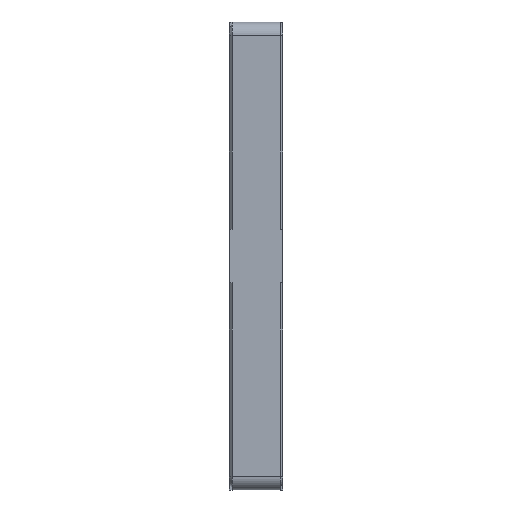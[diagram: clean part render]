
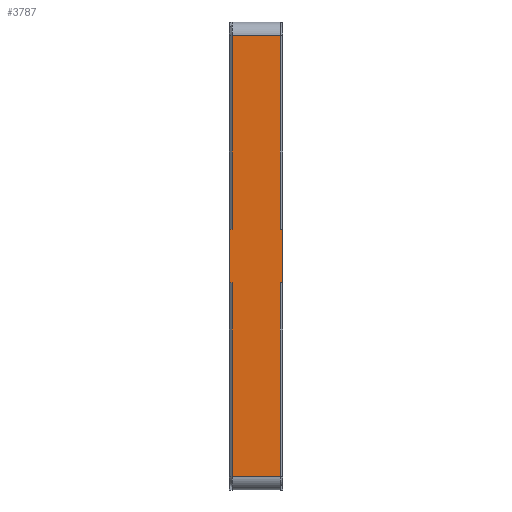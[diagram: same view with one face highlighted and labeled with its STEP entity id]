
A CAD part, left-side view. The second image highlights one B-rep face of the part: STEP entity #3787.
In plain terms, the highlighted planar face has unit normal (-1, 0, 0).
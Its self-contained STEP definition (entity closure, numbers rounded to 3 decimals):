
#304 = CARTESIAN_POINT ( 'NONE',  ( -17.5, 0.2, -16.5 ) ) ;
#360 = LINE ( 'NONE', #26697, #5670 ) ;
#424 = CARTESIAN_POINT ( 'NONE',  ( -17.5, 3.8, -2. ) ) ;
#1719 = CARTESIAN_POINT ( 'NONE',  ( -17.5, 3.8, 2. ) ) ;
#2052 = VERTEX_POINT ( 'NONE', #304 ) ;
#2507 = DIRECTION ( 'NONE',  ( 0., 0., 1. ) ) ;
#2933 = CARTESIAN_POINT ( 'NONE',  ( -17.5, 0., -2. ) ) ;
#2984 = EDGE_CURVE ( 'NONE', #9278, #29218, #22720, .T. ) ;
#3009 = CARTESIAN_POINT ( 'NONE',  ( -17.5, 4., 16.5 ) ) ;
#3718 = LINE ( 'NONE', #11062, #12381 ) ;
#3787 = ADVANCED_FACE ( 'NONE', ( #11041 ), #8613, .F. ) ;
#3889 = VERTEX_POINT ( 'NONE', #6441 ) ;
#4326 = CARTESIAN_POINT ( 'NONE',  ( -17.5, 0.2, -16.5 ) ) ;
#4669 = EDGE_CURVE ( 'NONE', #8264, #6420, #6624, .T. ) ;
#5003 = VECTOR ( 'NONE', #21098, 1000. ) ;
#5051 = DIRECTION ( 'NONE',  ( 0., 0., 1. ) ) ;
#5570 = ORIENTED_EDGE ( 'NONE', *, *, #31794, .T. ) ;
#5670 = VECTOR ( 'NONE', #10603, 1000. ) ;
#5909 = LINE ( 'NONE', #424, #12005 ) ;
#6420 = VERTEX_POINT ( 'NONE', #28142 ) ;
#6441 = CARTESIAN_POINT ( 'NONE',  ( -17.5, 3.8, -16.5 ) ) ;
#6624 = LINE ( 'NONE', #17047, #21689 ) ;
#7293 = VECTOR ( 'NONE', #20067, 1000. ) ;
#7672 = VERTEX_POINT ( 'NONE', #12157 ) ;
#7715 = LINE ( 'NONE', #15394, #9111 ) ;
#7852 = LINE ( 'NONE', #10249, #5003 ) ;
#8264 = VERTEX_POINT ( 'NONE', #2933 ) ;
#8613 = PLANE ( 'NONE',  #21082 ) ;
#8630 = DIRECTION ( 'NONE',  ( 0., 1., 0. ) ) ;
#8659 = ORIENTED_EDGE ( 'NONE', *, *, #12089, .F. ) ;
#9111 = VECTOR ( 'NONE', #20265, 1000. ) ;
#9278 = VERTEX_POINT ( 'NONE', #1719 ) ;
#9409 = LINE ( 'NONE', #4326, #7293 ) ;
#9902 = VERTEX_POINT ( 'NONE', #30330 ) ;
#10249 = CARTESIAN_POINT ( 'NONE',  ( -17.5, 0.2, 2. ) ) ;
#10603 = DIRECTION ( 'NONE',  ( 0., 0., 1. ) ) ;
#11041 = FACE_OUTER_BOUND ( 'NONE', #32862, .T. ) ;
#11062 = CARTESIAN_POINT ( 'NONE',  ( -17.5, 3.8, 2. ) ) ;
#11560 = CARTESIAN_POINT ( 'NONE',  ( -17.5, 3.8, 2. ) ) ;
#11712 = DIRECTION ( 'NONE',  ( 0., -1., 0. ) ) ;
#11851 = VERTEX_POINT ( 'NONE', #25238 ) ;
#12005 = VECTOR ( 'NONE', #24518, 1000. ) ;
#12036 = CARTESIAN_POINT ( 'NONE',  ( -17.5, 4., -16.5 ) ) ;
#12089 = EDGE_CURVE ( 'NONE', #29218, #25061, #31707, .T. ) ;
#12157 = CARTESIAN_POINT ( 'NONE',  ( -17.5, 4., 2. ) ) ;
#12381 = VECTOR ( 'NONE', #8630, 1000. ) ;
#12570 = EDGE_CURVE ( 'NONE', #9278, #7672, #3718, .T. ) ;
#12913 = EDGE_CURVE ( 'NONE', #13281, #8264, #15271, .T. ) ;
#13155 = EDGE_CURVE ( 'NONE', #21669, #7672, #18050, .T. ) ;
#13281 = VERTEX_POINT ( 'NONE', #29142 ) ;
#13397 = DIRECTION ( 'NONE',  ( 0., -1., 0. ) ) ;
#13758 = ORIENTED_EDGE ( 'NONE', *, *, #2984, .F. ) ;
#14540 = ORIENTED_EDGE ( 'NONE', *, *, #32607, .F. ) ;
#14845 = ORIENTED_EDGE ( 'NONE', *, *, #22099, .T. ) ;
#15198 = EDGE_CURVE ( 'NONE', #9902, #6420, #7715, .T. ) ;
#15271 = LINE ( 'NONE', #20668, #19573 ) ;
#15394 = CARTESIAN_POINT ( 'NONE',  ( -17.5, 0.2, 2. ) ) ;
#15622 = DIRECTION ( 'NONE',  ( 0., -1., 0. ) ) ;
#16168 = DIRECTION ( 'NONE',  ( 1., 0., 0. ) ) ;
#16234 = VECTOR ( 'NONE', #5051, 1000. ) ;
#17047 = CARTESIAN_POINT ( 'NONE',  ( -17.5, 0., -16.5 ) ) ;
#17102 = ORIENTED_EDGE ( 'NONE', *, *, #12570, .T. ) ;
#17395 = DIRECTION ( 'NONE',  ( 0., 0., 1. ) ) ;
#18050 = LINE ( 'NONE', #20290, #16234 ) ;
#19433 = ORIENTED_EDGE ( 'NONE', *, *, #15198, .F. ) ;
#19573 = VECTOR ( 'NONE', #15622, 1000. ) ;
#20067 = DIRECTION ( 'NONE',  ( 0., 0., 1. ) ) ;
#20265 = DIRECTION ( 'NONE',  ( 0., -1., 0. ) ) ;
#20290 = CARTESIAN_POINT ( 'NONE',  ( -17.5, 4., -16.5 ) ) ;
#20668 = CARTESIAN_POINT ( 'NONE',  ( -17.5, 0.2, -2. ) ) ;
#20966 = EDGE_CURVE ( 'NONE', #11851, #21669, #5909, .T. ) ;
#21082 = AXIS2_PLACEMENT_3D ( 'NONE', #29197, #16168, #31909 ) ;
#21098 = DIRECTION ( 'NONE',  ( 0., 0., 1. ) ) ;
#21363 = ORIENTED_EDGE ( 'NONE', *, *, #12913, .T. ) ;
#21669 = VERTEX_POINT ( 'NONE', #23755 ) ;
#21686 = VECTOR ( 'NONE', #13397, 1000. ) ;
#21689 = VECTOR ( 'NONE', #2507, 1000. ) ;
#21833 = ORIENTED_EDGE ( 'NONE', *, *, #4669, .T. ) ;
#22099 = EDGE_CURVE ( 'NONE', #9902, #25061, #7852, .T. ) ;
#22720 = LINE ( 'NONE', #11560, #29127 ) ;
#23755 = CARTESIAN_POINT ( 'NONE',  ( -17.5, 4., -2. ) ) ;
#24518 = DIRECTION ( 'NONE',  ( 0., 1., 0. ) ) ;
#25061 = VERTEX_POINT ( 'NONE', #26154 ) ;
#25215 = VECTOR ( 'NONE', #11712, 1000. ) ;
#25238 = CARTESIAN_POINT ( 'NONE',  ( -17.5, 3.8, -2. ) ) ;
#26025 = EDGE_CURVE ( 'NONE', #2052, #13281, #9409, .T. ) ;
#26076 = ORIENTED_EDGE ( 'NONE', *, *, #13155, .F. ) ;
#26154 = CARTESIAN_POINT ( 'NONE',  ( -17.5, 0.2, 16.5 ) ) ;
#26697 = CARTESIAN_POINT ( 'NONE',  ( -17.5, 3.8, -16.5 ) ) ;
#28142 = CARTESIAN_POINT ( 'NONE',  ( -17.5, 0., 2. ) ) ;
#29127 = VECTOR ( 'NONE', #17395, 1000. ) ;
#29142 = CARTESIAN_POINT ( 'NONE',  ( -17.5, 0.2, -2. ) ) ;
#29197 = CARTESIAN_POINT ( 'NONE',  ( -17.5, 4., -16.5 ) ) ;
#29218 = VERTEX_POINT ( 'NONE', #29358 ) ;
#29358 = CARTESIAN_POINT ( 'NONE',  ( -17.5, 3.8, 16.5 ) ) ;
#30330 = CARTESIAN_POINT ( 'NONE',  ( -17.5, 0.2, 2. ) ) ;
#31707 = LINE ( 'NONE', #3009, #21686 ) ;
#31794 = EDGE_CURVE ( 'NONE', #3889, #2052, #32599, .T. ) ;
#31909 = DIRECTION ( 'NONE',  ( 0., 0., -1. ) ) ;
#32333 = ORIENTED_EDGE ( 'NONE', *, *, #20966, .F. ) ;
#32599 = LINE ( 'NONE', #12036, #25215 ) ;
#32607 = EDGE_CURVE ( 'NONE', #3889, #11851, #360, .T. ) ;
#32663 = ORIENTED_EDGE ( 'NONE', *, *, #26025, .T. ) ;
#32862 = EDGE_LOOP ( 'NONE', ( #19433, #14845, #8659, #13758, #17102, #26076, #32333, #14540, #5570, #32663, #21363, #21833 ) ) ;
